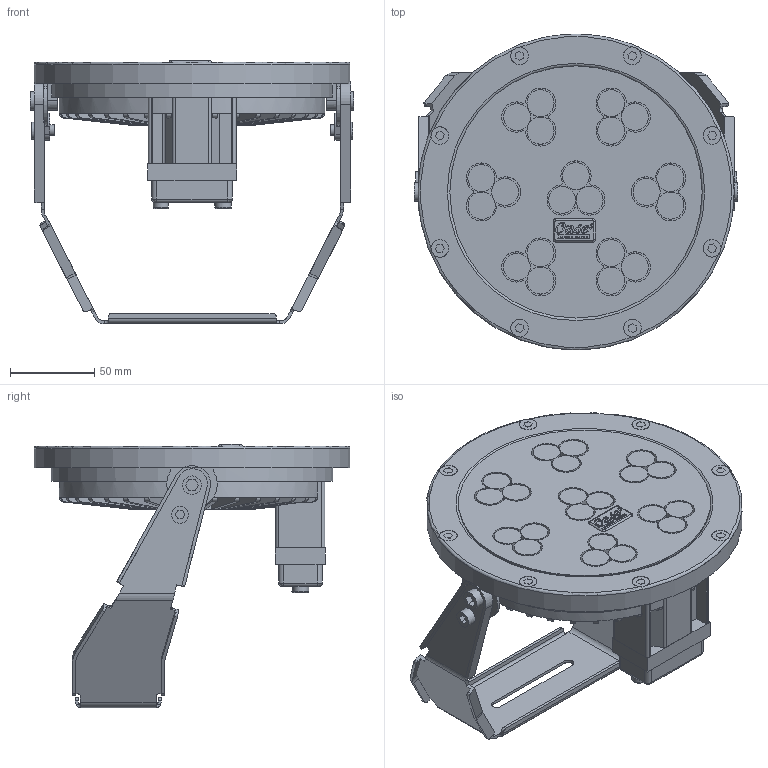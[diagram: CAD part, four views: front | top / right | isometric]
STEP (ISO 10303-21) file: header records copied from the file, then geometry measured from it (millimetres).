
FILE_DESCRIPTION(/* description */ (''),/* implementation_level */ '2;1');
FILE_NAME(/* name */ '36090_ProfiLux LED XL RGBW Spot_DMX_02.stp',/* time_stamp */ '2019-06-03T09:30:39+02:00',/* author */ ('guzb562'),/* organization */ (''),/* preprocessor_version */ 'ST-DEVELOPER v17.2',/* originating_system */ 'Autodesk Inventor 2019',/* authorisation */ '');
FILE_SCHEMA (('CONFIG_CONTROL_DESIGN'));
Length unit declared in the file: millimetre
Products named in the file (4): 56391_Profilux led1500.; Halterung ProfiluxLED; 35995_GB LED3_RGBW 31 Profilux; Stecker_Kappe
Assembly tree (3 placements, depth 2):
  56391_Profilux led1500.
    Halterung ProfiluxLED
    35995_GB LED3_RGBW 31 Profilux
    Stecker_Kappe
Bounding box: 192.29 x 188 x 156.63 mm (x, y, z)
Volume: 849313.6 mm3; surface area: 193832.7 mm2
Topology: 3 solids, 3 shells, 1312 faces, 3330 edges, 2103 vertices
Faces by surface type: plane 898, cylinder 312, bspline 94, sphere 4, torus 4
Full cylindrical faces by diameter (mm): 2 x4, 5 x2, 5.8 x2, 6 x4, 6.2 x2, 6.5 x2, 9 x1, 10 x3, 10.49 x8, 11 x2, 16.1 x21, 21 x1, 150.069 x1, 187.995 x1
Entity records: 41389 total; most frequent: CARTESIAN_POINT 8802, ORIENTED_EDGE 6652, DIRECTION 6391, EDGE_CURVE 3326, LINE 2355, VECTOR 2355, VERTEX_POINT 2103, AXIS2_PLACEMENT_3D 2018
